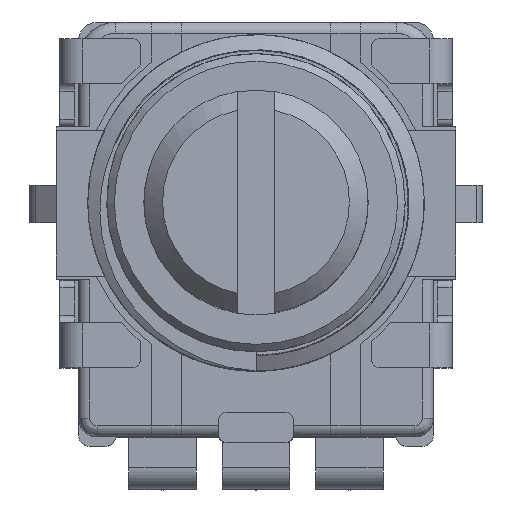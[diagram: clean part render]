
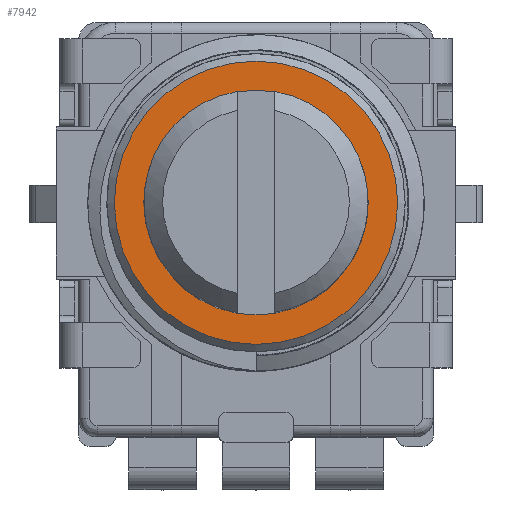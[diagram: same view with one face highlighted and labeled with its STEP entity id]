
A CAD part, top view. The second image highlights one B-rep face of the part: STEP entity #7942.
In plain terms, the highlighted planar face has unit normal (0, 0, 1).
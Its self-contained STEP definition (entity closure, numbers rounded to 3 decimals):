
#35=FACE_BOUND('',#730,.T.);
#50=PLANE('',#8382);
#315=FACE_OUTER_BOUND('',#729,.T.);
#729=EDGE_LOOP('',(#5125));
#730=EDGE_LOOP('',(#5126));
#1137=CIRCLE('',#8376,3.);
#1141=CIRCLE('',#8383,3.79);
#3146=VERTEX_POINT('',#11989);
#3157=VERTEX_POINT('',#12015);
#3915=EDGE_CURVE('',#3146,#3146,#1137,.T.);
#3927=EDGE_CURVE('',#3157,#3157,#1141,.T.);
#5125=ORIENTED_EDGE('',*,*,#3927,.F.);
#5126=ORIENTED_EDGE('',*,*,#3915,.T.);
#7942=ADVANCED_FACE('',(#315,#35),#50,.T.);
#8376=AXIS2_PLACEMENT_3D('',#11990,#9126,#9127);
#8382=AXIS2_PLACEMENT_3D('',#12014,#9146,#9147);
#8383=AXIS2_PLACEMENT_3D('',#12016,#9148,#9149);
#9126=DIRECTION('center_axis',(0.,0.,-1.));
#9127=DIRECTION('ref_axis',(1.,0.,0.));
#9146=DIRECTION('center_axis',(0.,0.,1.));
#9147=DIRECTION('ref_axis',(1.,0.,0.));
#9148=DIRECTION('center_axis',(0.,0.,-1.));
#9149=DIRECTION('ref_axis',(-1.,0.,0.));
#11989=CARTESIAN_POINT('',(-13.6,-2.598,20.5));
#11990=CARTESIAN_POINT('Origin',(-12.1,0.,20.5));
#12014=CARTESIAN_POINT('Origin',(-12.1,0.,20.5));
#12015=CARTESIAN_POINT('',(-8.31,0.,20.5));
#12016=CARTESIAN_POINT('Origin',(-12.1,0.,20.5));
